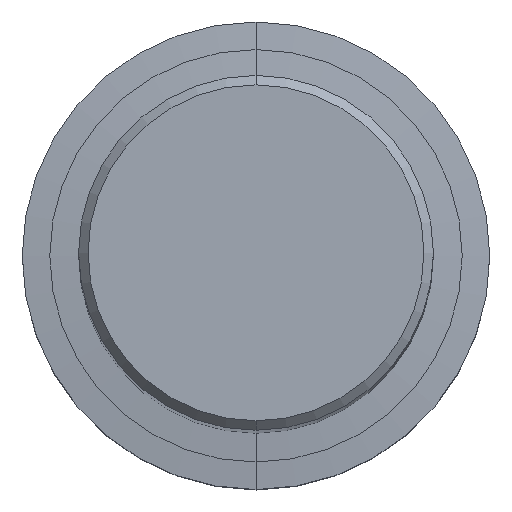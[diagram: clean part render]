
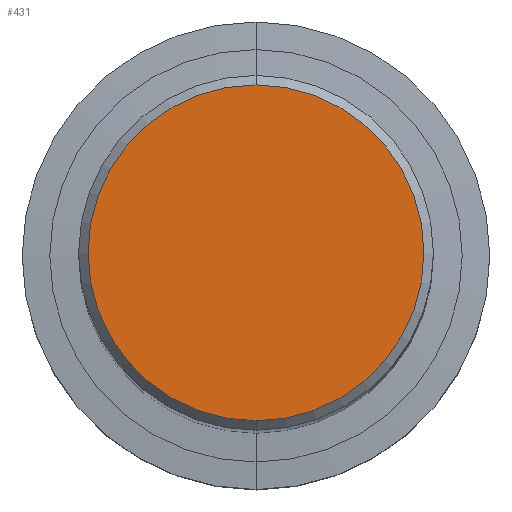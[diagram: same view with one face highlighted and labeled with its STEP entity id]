
A CAD part, top view. The second image highlights one B-rep face of the part: STEP entity #431.
In plain terms, the highlighted planar face has unit normal (0, 0, 1).
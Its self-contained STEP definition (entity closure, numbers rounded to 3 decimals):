
#257=EDGE_CURVE('',#361,#363,#616,.T.);
#361=VERTEX_POINT('',#729);
#363=VERTEX_POINT('',#731);
#403=EDGE_CURVE('',#363,#361,#779,.T.);
#431=ADVANCED_FACE('',(#811),#812,.T.);
#616=CIRCLE('',#1114,21.3);
#729=CARTESIAN_POINT('',(0.0,21.3,0.0));
#731=CARTESIAN_POINT('',(0.,-21.3,0.0));
#779=CIRCLE('',#1454,21.3);
#811=FACE_OUTER_BOUND('',#1557,.T.);
#812=PLANE('',#1558);
#1114=AXIS2_PLACEMENT_3D('',#1871,#1872,#1873);
#1454=AXIS2_PLACEMENT_3D('',#2053,#2054,#2055);
#1557=EDGE_LOOP('',(#2093,#2094));
#1558=AXIS2_PLACEMENT_3D('',#2095,#2096,#2097);
#1871=CARTESIAN_POINT('',(0.0,0.0,0.0));
#1872=DIRECTION('',(0.0,0.0,-1.0));
#1873=DIRECTION('',(0.0,1.0,0.0));
#2053=CARTESIAN_POINT('',(0.0,0.0,0.0));
#2054=DIRECTION('',(0.0,0.0,-1.0));
#2055=DIRECTION('',(0.0,1.0,0.0));
#2093=ORIENTED_EDGE('',*,*,#257,.F.);
#2094=ORIENTED_EDGE('',*,*,#403,.F.);
#2095=CARTESIAN_POINT('',(0.0,10.65,0.0));
#2096=DIRECTION('',(-0.0,0.0,1.0));
#2097=DIRECTION('',(0.0,-1.0,0.0));
